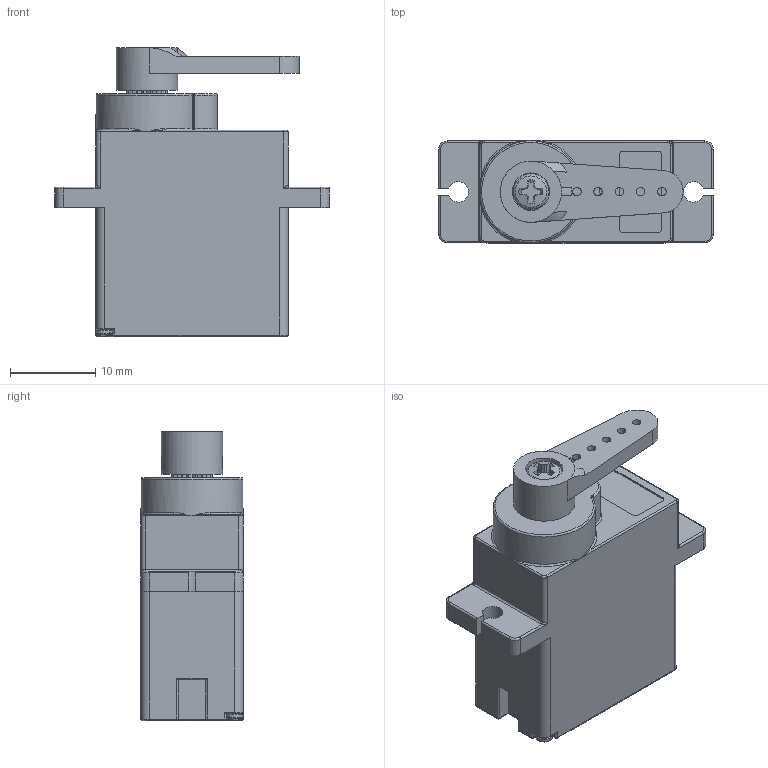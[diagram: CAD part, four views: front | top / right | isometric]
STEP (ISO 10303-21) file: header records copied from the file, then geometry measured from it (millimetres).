
FILE_DESCRIPTION(/* description */ (''),/* implementation_level */ '2;1');
FILE_NAME(/* name */ 'MG90S Micro Servo Motor.step',/* time_stamp */ '2025-06-12T14:48:05+05:30',/* author */ (''),/* organization */ (''),/* preprocessor_version */ 'ST-DEVELOPER v20.1',/* originating_system */ 'Autodesk Translation Framework v14.10.0.0',/* authorisation */ '');
FILE_SCHEMA (('AUTOMOTIVE_DESIGN { 1 0 10303 214 3 1 1 }'));
Length unit declared in the file: millimetre
Products named in the file (5): Servo Micro MG90S; Body; Shaft; Horn; Screw
Assembly tree (4 placements, depth 2):
  Servo Micro MG90S
    Body
    Shaft
    Horn
    Screw
Bounding box: 32.3 x 12 x 34.05 mm (x, y, z)
Volume: 7680.5 mm3; surface area: 3436.7 mm2
Topology: 4 solids, 4 shells, 344 faces, 885 edges, 546 vertices
Faces by surface type: plane 164, cylinder 108, torus 35, bspline 15, sphere 13, cone 9
Full cylindrical faces by diameter (mm): 1 x5, 1.915 x8, 2.3 x1, 2.5 x7, 2.8 x1, 4 x2, 4.2 x1, 4.4 x1, 7.2 x1
Entity records: 12712 total; most frequent: CARTESIAN_POINT 4235, ORIENTED_EDGE 1754, DIRECTION 1734, EDGE_CURVE 877, AXIS2_PLACEMENT_3D 615, VERTEX_POINT 546, LINE 504, VECTOR 504
